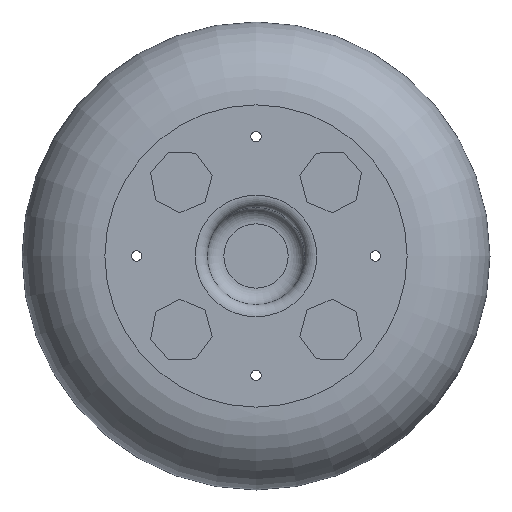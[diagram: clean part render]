
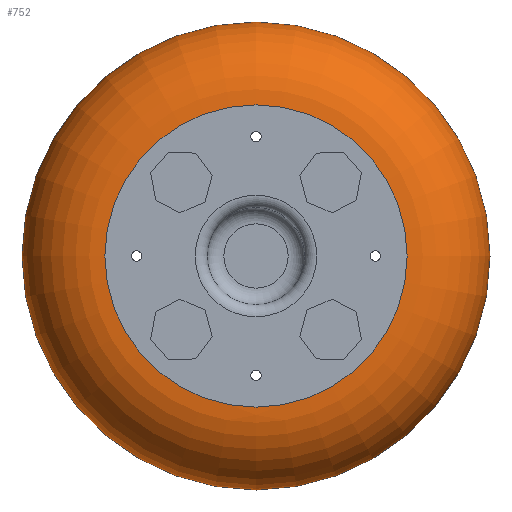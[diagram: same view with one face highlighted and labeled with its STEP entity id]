
A CAD part, front view. The second image highlights one B-rep face of the part: STEP entity #752.
In plain terms, the highlighted toroidal (fillet/blend) face has major radius 14.528 mm and minor radius 7.972 mm.
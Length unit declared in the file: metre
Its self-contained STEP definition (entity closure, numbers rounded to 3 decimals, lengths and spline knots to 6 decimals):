
#12=TOROIDAL_SURFACE('',#823,0.014528,0.007972);
#25=CIRCLE('',#811,0.014528);
#34=CIRCLE('',#822,0.0225);
#79=ORIENTED_EDGE('',*,*,#278,.F.);
#80=ORIENTED_EDGE('',*,*,#255,.F.);
#255=EDGE_CURVE('',#355,#355,#25,.T.);
#278=EDGE_CURVE('',#378,#378,#34,.F.);
#355=VERTEX_POINT('',#1113);
#378=VERTEX_POINT('',#1161);
#595=EDGE_LOOP('',(#79));
#596=EDGE_LOOP('',(#80));
#663=FACE_BOUND('',#595,.T.);
#664=FACE_BOUND('',#596,.T.);
#752=ADVANCED_FACE('',(#663,#664),#12,.T.);
#811=AXIS2_PLACEMENT_3D('',#1112,#892,#893);
#822=AXIS2_PLACEMENT_3D('',#1160,#928,#929);
#823=AXIS2_PLACEMENT_3D('',#1162,#930,#931);
#892=DIRECTION('',(0.,-1.,0.));
#893=DIRECTION('',(0.,0.,-1.));
#928=DIRECTION('',(0.,-1.,0.));
#929=DIRECTION('',(0.,0.,-1.));
#930=DIRECTION('',(0.,-1.,0.));
#931=DIRECTION('',(0.,0.,-1.));
#1112=CARTESIAN_POINT('',(0.,-0.025,0.));
#1113=CARTESIAN_POINT('',(0.,-0.025,-0.014528));
#1160=CARTESIAN_POINT('',(0.,-0.017028,0.));
#1161=CARTESIAN_POINT('',(0.,-0.017028,-0.0225));
#1162=CARTESIAN_POINT('',(0.,-0.017028,0.));
